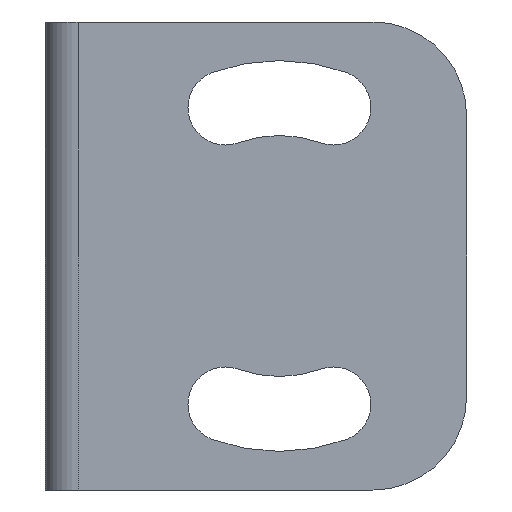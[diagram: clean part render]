
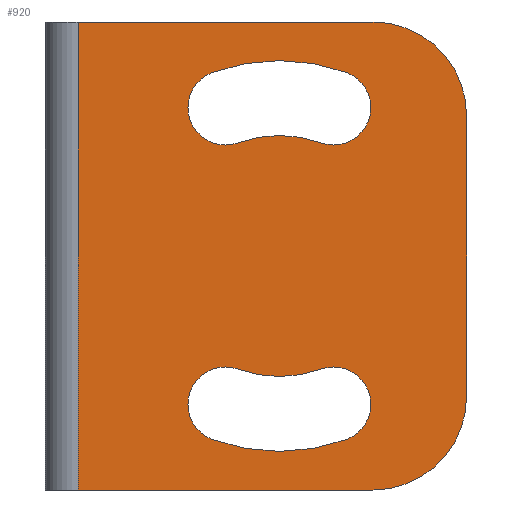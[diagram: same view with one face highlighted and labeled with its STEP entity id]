
A CAD part, front view. The second image highlights one B-rep face of the part: STEP entity #920.
In plain terms, the highlighted planar face has unit normal (0, -1, 0).
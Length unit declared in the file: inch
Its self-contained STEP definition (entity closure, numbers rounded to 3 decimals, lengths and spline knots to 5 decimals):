
#257=CARTESIAN_POINT('',(0.55118,0.,0.23622));
#258=DIRECTION('',(0.,-1.,0.));
#259=DIRECTION('',(1.,0.,0.));
#260=AXIS2_PLACEMENT_3D('',#257,#258,#259);
#275=DIRECTION('',(0.,0.,-1.));
#276=VECTOR('',#275,0.47244);
#277=CARTESIAN_POINT('',(0.70866,0.,0.23622));
#278=LINE('',#277,#276);
#283=CARTESIAN_POINT('',(0.55118,0.,-0.23622));
#284=DIRECTION('',(0.,-1.,0.));
#285=DIRECTION('',(0.,0.,-1.));
#286=AXIS2_PLACEMENT_3D('',#283,#284,#285);
#301=DIRECTION('',(1.,0.,0.));
#302=VECTOR('',#301,0.49606);
#303=CARTESIAN_POINT('',(0.05512,0.,-0.3937));
#304=LINE('',#303,#302);
#305=DIRECTION('',(0.,0.,-1.));
#306=VECTOR('',#305,0.7874);
#307=CARTESIAN_POINT('',(0.05512,0.,0.3937));
#308=LINE('',#307,#306);
#309=CARTESIAN_POINT('',(0.3937,0.,0.));
#310=DIRECTION('',(0.,-1.,0.));
#311=DIRECTION('',(-0.342,0.,-0.94));
#312=AXIS2_PLACEMENT_3D('',#309,#310,#311);
#314=CARTESIAN_POINT('',(0.30281,0.,-0.24972));
#315=DIRECTION('',(0.,-1.,0.));
#316=DIRECTION('',(0.342,0.,0.94));
#317=AXIS2_PLACEMENT_3D('',#314,#315,#316);
#319=CARTESIAN_POINT('',(0.3937,0.,0.));
#320=DIRECTION('',(0.,-1.,0.));
#321=DIRECTION('',(-0.342,0.,-0.94));
#322=AXIS2_PLACEMENT_3D('',#319,#320,#321);
#324=CARTESIAN_POINT('',(0.48459,0.,-0.24972));
#325=DIRECTION('',(0.,-1.,0.));
#326=DIRECTION('',(0.342,0.,-0.94));
#327=AXIS2_PLACEMENT_3D('',#324,#325,#326);
#329=CARTESIAN_POINT('',(0.3937,0.,0.));
#330=DIRECTION('',(0.,1.,0.));
#331=DIRECTION('',(-0.342,0.,0.94));
#332=AXIS2_PLACEMENT_3D('',#329,#330,#331);
#334=CARTESIAN_POINT('',(0.48459,0.,0.24972));
#335=DIRECTION('',(0.,1.,0.));
#336=DIRECTION('',(0.342,0.,0.94));
#337=AXIS2_PLACEMENT_3D('',#334,#335,#336);
#339=CARTESIAN_POINT('',(0.3937,0.,0.));
#340=DIRECTION('',(0.,1.,0.));
#341=DIRECTION('',(-0.342,0.,0.94));
#342=AXIS2_PLACEMENT_3D('',#339,#340,#341);
#344=CARTESIAN_POINT('',(0.30281,0.,0.24972));
#345=DIRECTION('',(0.,1.,0.));
#346=DIRECTION('',(0.342,0.,-0.94));
#347=AXIS2_PLACEMENT_3D('',#344,#345,#346);
#349=DIRECTION('',(1.,0.,0.));
#350=VECTOR('',#349,0.49606);
#351=CARTESIAN_POINT('',(0.05512,0.,0.3937));
#352=LINE('',#351,#350);
#442=CARTESIAN_POINT('',(0.05512,0.,0.3937));
#444=VERTEX_POINT('',#442);
#446=CARTESIAN_POINT('',(0.05512,0.,-0.3937));
#448=VERTEX_POINT('',#446);
#458=CARTESIAN_POINT('',(0.70866,0.,0.23622));
#460=VERTEX_POINT('',#458);
#461=CARTESIAN_POINT('',(0.55118,0.,0.3937));
#462=VERTEX_POINT('',#461);
#466=CARTESIAN_POINT('',(0.55118,0.,-0.3937));
#468=VERTEX_POINT('',#466);
#469=CARTESIAN_POINT('',(0.70866,0.,-0.23622));
#470=VERTEX_POINT('',#469);
#489=CARTESIAN_POINT('',(0.32435,0.,-0.19053));
#490=CARTESIAN_POINT('',(0.46305,0.,-0.19053));
#491=VERTEX_POINT('',#489);
#492=VERTEX_POINT('',#490);
#493=CARTESIAN_POINT('',(0.50614,0.,-0.30891));
#494=VERTEX_POINT('',#493);
#495=CARTESIAN_POINT('',(0.28127,0.,-0.30891));
#496=VERTEX_POINT('',#495);
#505=CARTESIAN_POINT('',(0.32435,0.,0.19053));
#506=CARTESIAN_POINT('',(0.46305,0.,0.19053));
#507=VERTEX_POINT('',#505);
#508=VERTEX_POINT('',#506);
#509=CARTESIAN_POINT('',(0.50614,0.,0.30891));
#510=VERTEX_POINT('',#509);
#511=CARTESIAN_POINT('',(0.28127,0.,0.30891));
#512=VERTEX_POINT('',#511);
#886=CARTESIAN_POINT('',(0.05512,0.,0.3937));
#887=DIRECTION('',(0.,-1.,0.));
#888=DIRECTION('',(1.,0.,0.));
#889=AXIS2_PLACEMENT_3D('',#886,#887,#888);
#890=PLANE('',#889);
#891=ORIENTED_EDGE('',*,*,#837,.F.);
#892=ORIENTED_EDGE('',*,*,#854,.T.);
#893=ORIENTED_EDGE('',*,*,#866,.F.);
#894=ORIENTED_EDGE('',*,*,#881,.F.);
#895=ORIENTED_EDGE('',*,*,#731,.F.);
#897=ORIENTED_EDGE('',*,*,#896,.T.);
#898=EDGE_LOOP('',(#891,#892,#893,#894,#895,#897));
#899=FACE_OUTER_BOUND('',#898,.F.);
#901=ORIENTED_EDGE('',*,*,#900,.F.);
#903=ORIENTED_EDGE('',*,*,#902,.T.);
#905=ORIENTED_EDGE('',*,*,#904,.T.);
#907=ORIENTED_EDGE('',*,*,#906,.T.);
#908=EDGE_LOOP('',(#901,#903,#905,#907));
#909=FACE_BOUND('',#908,.F.);
#911=ORIENTED_EDGE('',*,*,#910,.T.);
#913=ORIENTED_EDGE('',*,*,#912,.F.);
#915=ORIENTED_EDGE('',*,*,#914,.F.);
#917=ORIENTED_EDGE('',*,*,#916,.F.);
#918=EDGE_LOOP('',(#911,#913,#915,#917));
#919=FACE_BOUND('',#918,.F.);
#920=ADVANCED_FACE('',(#899,#909,#919),#890,.T.);
#261=CIRCLE('',#260,0.15748);
#287=CIRCLE('',#286,0.15748);
#313=CIRCLE('',#312,0.20276);
#318=CIRCLE('',#317,0.06299);
#323=CIRCLE('',#322,0.32874);
#328=CIRCLE('',#327,0.06299);
#333=CIRCLE('',#332,0.20276);
#338=CIRCLE('',#337,0.06299);
#343=CIRCLE('',#342,0.32874);
#348=CIRCLE('',#347,0.06299);
#731=EDGE_CURVE('',#444,#448,#308,.T.);
#837=EDGE_CURVE('',#460,#462,#261,.T.);
#854=EDGE_CURVE('',#460,#470,#278,.T.);
#866=EDGE_CURVE('',#468,#470,#287,.T.);
#881=EDGE_CURVE('',#448,#468,#304,.T.);
#896=EDGE_CURVE('',#444,#462,#352,.T.);
#900=EDGE_CURVE('',#491,#492,#313,.T.);
#902=EDGE_CURVE('',#491,#496,#318,.T.);
#904=EDGE_CURVE('',#496,#494,#323,.T.);
#906=EDGE_CURVE('',#494,#492,#328,.T.);
#910=EDGE_CURVE('',#507,#508,#333,.T.);
#912=EDGE_CURVE('',#510,#508,#338,.T.);
#914=EDGE_CURVE('',#512,#510,#343,.T.);
#916=EDGE_CURVE('',#507,#512,#348,.T.);
